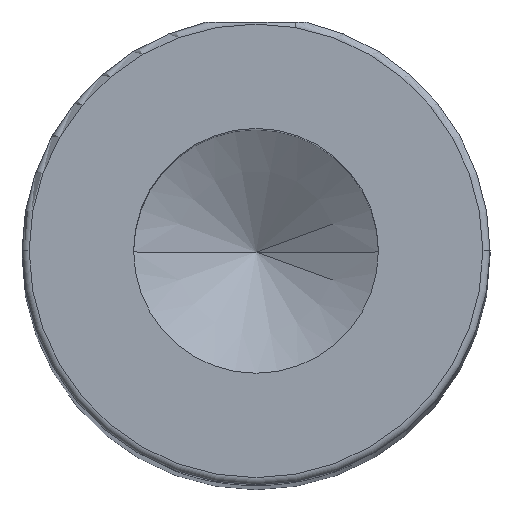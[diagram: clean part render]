
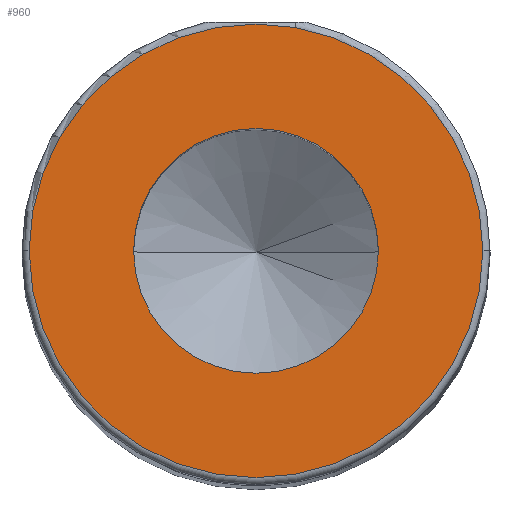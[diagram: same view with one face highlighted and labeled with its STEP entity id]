
A CAD part, top view. The second image highlights one B-rep face of the part: STEP entity #960.
In plain terms, the highlighted planar face has unit normal (0, 0, 1).
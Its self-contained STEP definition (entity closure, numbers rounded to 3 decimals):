
#23 = CARTESIAN_POINT ( 'NONE',  ( 0., 0., 40. ) ) ;
#34 = CARTESIAN_POINT ( 'NONE',  ( 3.4, 0., 40. ) ) ;
#53 = EDGE_CURVE ( 'NONE', #1016, #720, #972, .T. ) ;
#65 = DIRECTION ( 'NONE',  ( 0., 0., 1. ) ) ;
#85 = CIRCLE ( 'NONE', #903, 3.4 ) ;
#122 = CARTESIAN_POINT ( 'NONE',  ( 6.3, 0., 40. ) ) ;
#136 = DIRECTION ( 'NONE',  ( 1., 0., 0. ) ) ;
#141 = CARTESIAN_POINT ( 'NONE',  ( -3.4, 0., 40. ) ) ;
#167 = ORIENTED_EDGE ( 'NONE', *, *, #176, .T. ) ;
#176 = EDGE_CURVE ( 'NONE', #553, #619, #224, .T. ) ;
#180 = ORIENTED_EDGE ( 'NONE', *, *, #742, .F. ) ;
#224 = CIRCLE ( 'NONE', #607, 6.3 ) ;
#342 = DIRECTION ( 'NONE',  ( 0., 0., 1. ) ) ;
#448 = FACE_OUTER_BOUND ( 'NONE', #838, .T. ) ;
#553 = VERTEX_POINT ( 'NONE', #122 ) ;
#574 = ORIENTED_EDGE ( 'NONE', *, *, #777, .T. ) ;
#585 = DIRECTION ( 'NONE',  ( 0., 0., 1. ) ) ;
#586 = ORIENTED_EDGE ( 'NONE', *, *, #53, .F. ) ;
#590 = DIRECTION ( 'NONE',  ( 0., 0., 1. ) ) ;
#607 = AXIS2_PLACEMENT_3D ( 'NONE', #23, #756, #136 ) ;
#609 = EDGE_LOOP ( 'NONE', ( #180, #586 ) ) ;
#619 = VERTEX_POINT ( 'NONE', #847 ) ;
#687 = CARTESIAN_POINT ( 'NONE',  ( 0., 0., 40. ) ) ;
#720 = VERTEX_POINT ( 'NONE', #34 ) ;
#742 = EDGE_CURVE ( 'NONE', #720, #1016, #85, .T. ) ;
#756 = DIRECTION ( 'NONE',  ( 0., 0., 1. ) ) ;
#777 = EDGE_CURVE ( 'NONE', #619, #553, #846, .T. ) ;
#792 = DIRECTION ( 'NONE',  ( 1., 0., 0. ) ) ;
#824 = AXIS2_PLACEMENT_3D ( 'NONE', #687, #65, #792 ) ;
#838 = EDGE_LOOP ( 'NONE', ( #167, #574 ) ) ;
#846 = CIRCLE ( 'NONE', #1226, 6.3 ) ;
#847 = CARTESIAN_POINT ( 'NONE',  ( -6.3, 0., 40. ) ) ;
#903 = AXIS2_PLACEMENT_3D ( 'NONE', #1179, #585, #1272 ) ;
#953 = PLANE ( 'NONE',  #1146 ) ;
#960 = ADVANCED_FACE ( 'NONE', ( #986, #448 ), #953, .T. ) ;
#972 = CIRCLE ( 'NONE', #824, 3.4 ) ;
#986 = FACE_BOUND ( 'NONE', #609, .T. ) ;
#1016 = VERTEX_POINT ( 'NONE', #141 ) ;
#1048 = DIRECTION ( 'NONE',  ( 1., 0., 0. ) ) ;
#1146 = AXIS2_PLACEMENT_3D ( 'NONE', #1232, #342, #1048 ) ;
#1179 = CARTESIAN_POINT ( 'NONE',  ( 0., 0., 40. ) ) ;
#1183 = CARTESIAN_POINT ( 'NONE',  ( 0., 0., 40. ) ) ;
#1226 = AXIS2_PLACEMENT_3D ( 'NONE', #1183, #590, #1277 ) ;
#1232 = CARTESIAN_POINT ( 'NONE',  ( 0., 0., 40. ) ) ;
#1272 = DIRECTION ( 'NONE',  ( 1., 0., 0. ) ) ;
#1277 = DIRECTION ( 'NONE',  ( 1., 0., 0. ) ) ;
